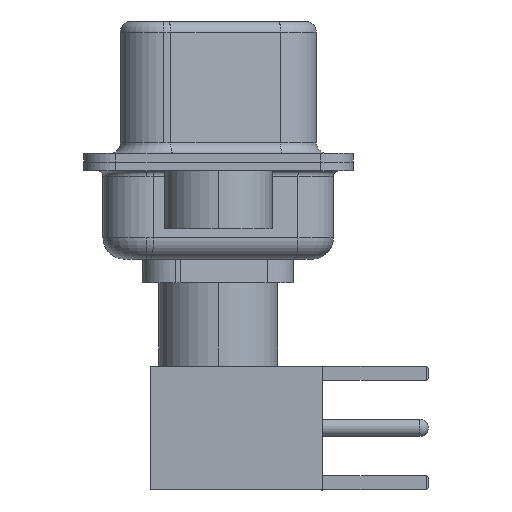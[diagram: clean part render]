
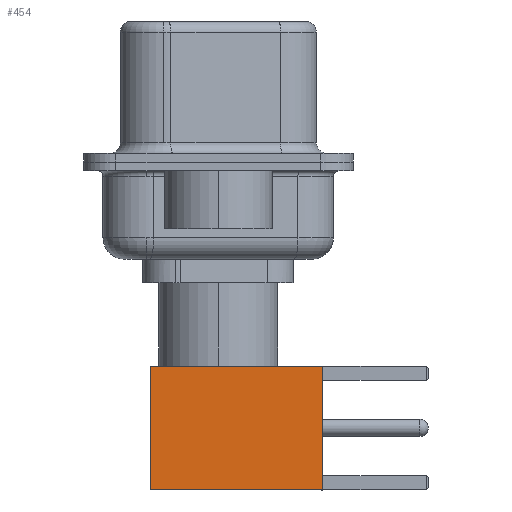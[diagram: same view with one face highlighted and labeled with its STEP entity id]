
A CAD part, left-side view. The second image highlights one B-rep face of the part: STEP entity #454.
In plain terms, the highlighted face is planar.
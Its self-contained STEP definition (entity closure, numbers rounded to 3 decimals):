
#454 = ADVANCED_FACE ( 'NONE', ( #6976 ), #13875, .T. ) ;
#1149 = DIRECTION ( 'NONE',  ( -1., 0., 0. ) ) ;
#1702 = CARTESIAN_POINT ( 'NONE',  ( 2.875, 2.875, 8. ) ) ;
#1815 = VERTEX_POINT ( 'NONE', #2973 ) ;
#2379 = LINE ( 'NONE', #19761, #3721 ) ;
#2597 = VERTEX_POINT ( 'NONE', #10165 ) ;
#2973 = CARTESIAN_POINT ( 'NONE',  ( -2.875, 2.875, 0. ) ) ;
#3061 = ORIENTED_EDGE ( 'NONE', *, *, #19869, .F. ) ;
#3138 = ORIENTED_EDGE ( 'NONE', *, *, #16481, .F. ) ;
#3721 = VECTOR ( 'NONE', #1149, 1000. ) ;
#4150 = VECTOR ( 'NONE', #6158, 1000. ) ;
#4406 = VERTEX_POINT ( 'NONE', #18828 ) ;
#4472 = CARTESIAN_POINT ( 'NONE',  ( 2.875, 2.875, 0. ) ) ;
#5245 = CARTESIAN_POINT ( 'NONE',  ( 0., 2.875, 0. ) ) ;
#5292 = DIRECTION ( 'NONE',  ( 0., 1., 0. ) ) ;
#6158 = DIRECTION ( 'NONE',  ( 0., 0., -1. ) ) ;
#6232 = CARTESIAN_POINT ( 'NONE',  ( -2.875, 2.875, 0. ) ) ;
#6293 = VECTOR ( 'NONE', #13142, 1000. ) ;
#6690 = ORIENTED_EDGE ( 'NONE', *, *, #7309, .T. ) ;
#6835 = VECTOR ( 'NONE', #8737, 1000. ) ;
#6931 = LINE ( 'NONE', #5245, #6835 ) ;
#6976 = FACE_OUTER_BOUND ( 'NONE', #21895, .T. ) ;
#7309 = EDGE_CURVE ( 'NONE', #4406, #1815, #6931, .T. ) ;
#8469 = AXIS2_PLACEMENT_3D ( 'NONE', #20753, #5292, #19854 ) ;
#8737 = DIRECTION ( 'NONE',  ( -1., 0., 0. ) ) ;
#10165 = CARTESIAN_POINT ( 'NONE',  ( -2.875, 2.875, 8. ) ) ;
#11137 = LINE ( 'NONE', #4472, #4150 ) ;
#13142 = DIRECTION ( 'NONE',  ( 0., 0., -1. ) ) ;
#13875 = PLANE ( 'NONE',  #8469 ) ;
#14082 = VERTEX_POINT ( 'NONE', #1702 ) ;
#14167 = ORIENTED_EDGE ( 'NONE', *, *, #20767, .T. ) ;
#14832 = LINE ( 'NONE', #6232, #6293 ) ;
#16481 = EDGE_CURVE ( 'NONE', #14082, #2597, #2379, .T. ) ;
#18828 = CARTESIAN_POINT ( 'NONE',  ( 2.875, 2.875, 0. ) ) ;
#19761 = CARTESIAN_POINT ( 'NONE',  ( 0., 2.875, 8. ) ) ;
#19854 = DIRECTION ( 'NONE',  ( 0., 0., 1. ) ) ;
#19869 = EDGE_CURVE ( 'NONE', #2597, #1815, #14832, .T. ) ;
#20753 = CARTESIAN_POINT ( 'NONE',  ( 2.875, 2.875, 0. ) ) ;
#20767 = EDGE_CURVE ( 'NONE', #14082, #4406, #11137, .T. ) ;
#21895 = EDGE_LOOP ( 'NONE', ( #14167, #6690, #3061, #3138 ) ) ;
